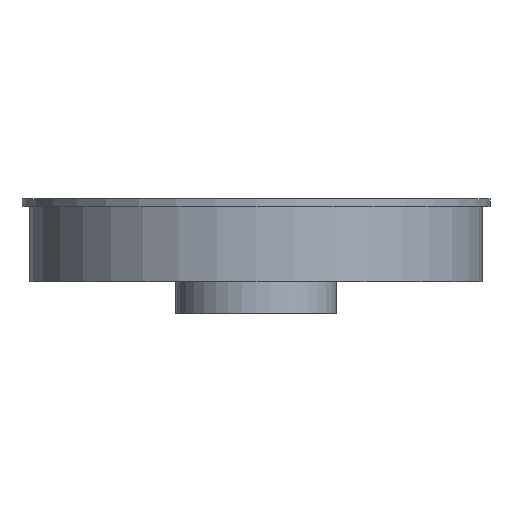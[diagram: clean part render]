
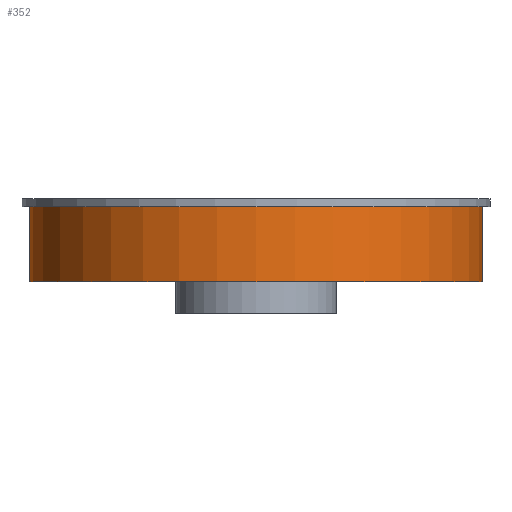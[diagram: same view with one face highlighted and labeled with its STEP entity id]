
A CAD part, front view. The second image highlights one B-rep face of the part: STEP entity #352.
In plain terms, the highlighted cylindrical face has radius 8.7 mm (diameter 17.4 mm), a partial arc.
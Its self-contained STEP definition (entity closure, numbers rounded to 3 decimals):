
#8 = VERTEX_POINT ( 'NONE', #876 ) ;
#11 = EDGE_LOOP ( 'NONE', ( #741, #654, #672, #491 ) ) ;
#72 = EDGE_CURVE ( 'NONE', #1111, #501, #743, .T. ) ;
#77 = LINE ( 'NONE', #893, #195 ) ;
#114 = CARTESIAN_POINT ( 'NONE',  ( 8.7, 0., -0.3 ) ) ;
#173 = CARTESIAN_POINT ( 'NONE',  ( 0., 0., -0.3 ) ) ;
#177 = DIRECTION ( 'NONE',  ( 1., 0., 0. ) ) ;
#195 = VECTOR ( 'NONE', #719, 1000. ) ;
#212 = DIRECTION ( 'NONE',  ( 1., 0., 0. ) ) ;
#224 = DIRECTION ( 'NONE',  ( 1., 0., 0. ) ) ;
#352 = ADVANCED_FACE ( 'NONE', ( #492 ), #810, .T. ) ;
#439 = CIRCLE ( 'NONE', #867, 8.7 ) ;
#491 = ORIENTED_EDGE ( 'NONE', *, *, #595, .F. ) ;
#492 = FACE_OUTER_BOUND ( 'NONE', #11, .T. ) ;
#501 = VERTEX_POINT ( 'NONE', #840 ) ;
#520 = VECTOR ( 'NONE', #626, 1000. ) ;
#595 = EDGE_CURVE ( 'NONE', #501, #1132, #1018, .T. ) ;
#626 = DIRECTION ( 'NONE',  ( 0., 0., 1. ) ) ;
#654 = ORIENTED_EDGE ( 'NONE', *, *, #971, .T. ) ;
#672 = ORIENTED_EDGE ( 'NONE', *, *, #949, .T. ) ;
#719 = DIRECTION ( 'NONE',  ( 0., 0., 1. ) ) ;
#741 = ORIENTED_EDGE ( 'NONE', *, *, #72, .F. ) ;
#743 = LINE ( 'NONE', #1070, #520 ) ;
#783 = AXIS2_PLACEMENT_3D ( 'NONE', #173, #866, #177 ) ;
#810 = CYLINDRICAL_SURFACE ( 'NONE', #920, 8.7 ) ;
#835 = CARTESIAN_POINT ( 'NONE',  ( 0., 0., 59.838 ) ) ;
#840 = CARTESIAN_POINT ( 'NONE',  ( -8.7, 0., -0.3 ) ) ;
#866 = DIRECTION ( 'NONE',  ( 0., 0., 1. ) ) ;
#867 = AXIS2_PLACEMENT_3D ( 'NONE', #910, #994, #212 ) ;
#876 = CARTESIAN_POINT ( 'NONE',  ( 8.7, 0., -3.2 ) ) ;
#893 = CARTESIAN_POINT ( 'NONE',  ( 8.7, 0., 59.838 ) ) ;
#910 = CARTESIAN_POINT ( 'NONE',  ( 0., 0., -3.2 ) ) ;
#920 = AXIS2_PLACEMENT_3D ( 'NONE', #835, #1103, #224 ) ;
#924 = CARTESIAN_POINT ( 'NONE',  ( -8.7, 0., -3.2 ) ) ;
#949 = EDGE_CURVE ( 'NONE', #8, #1132, #77, .T. ) ;
#971 = EDGE_CURVE ( 'NONE', #1111, #8, #439, .T. ) ;
#994 = DIRECTION ( 'NONE',  ( 0., 0., 1. ) ) ;
#1018 = CIRCLE ( 'NONE', #783, 8.7 ) ;
#1070 = CARTESIAN_POINT ( 'NONE',  ( -8.7, 0., 59.838 ) ) ;
#1103 = DIRECTION ( 'NONE',  ( 0., 0., 1. ) ) ;
#1111 = VERTEX_POINT ( 'NONE', #924 ) ;
#1132 = VERTEX_POINT ( 'NONE', #114 ) ;
